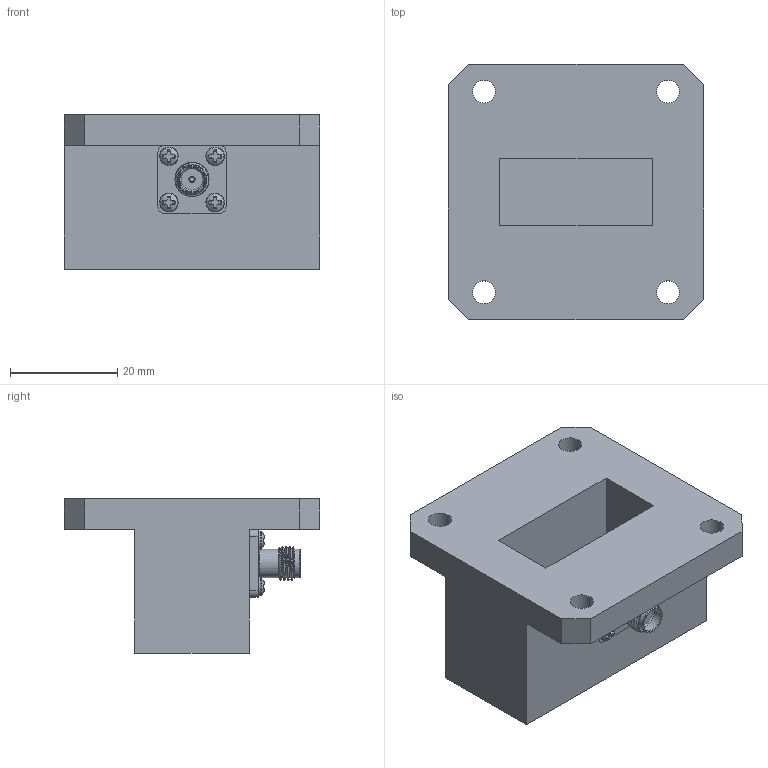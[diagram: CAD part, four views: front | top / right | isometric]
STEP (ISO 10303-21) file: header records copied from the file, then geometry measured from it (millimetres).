
FILE_DESCRIPTION (( 'STEP AP203' ), '1' );
FILE_NAME ('PE9884.step', '2020-02-05T16:31:31', ( '' ), ( '' ), 'SwSTEP 2.0', 'SolidWorks 2018', '' );
FILE_SCHEMA (( 'CONFIG_CONTROL_DESIGN' ));
Length unit declared in the file: inch
Products named in the file (1): PE9884
Bounding box: 47.62 x 47.62 x 28.83 mm (x, y, z)
Volume: 26676.5 mm3; surface area: 11601.7 mm2
Topology: 1 solids, 5 shells, 179 faces, 460 edges, 307 vertices
Faces by surface type: plane 106, cylinder 27, bspline 23, cone 22, torus 1
Full cylindrical faces by diameter (mm): 0.914 x1, 1.016 x1, 1.168 x1, 2.578 x4, 3.454 x4, 4.293 x4, 4.521 x1, 5.334 x2
Entity records: 11660 total; most frequent: CARTESIAN_POINT 7699, ORIENTED_EDGE 846, DIRECTION 668, EDGE_CURVE 423, VERTEX_POINT 297, AXIS2_PLACEMENT_3D 246, EDGE_LOOP 238, FACE_OUTER_BOUND 202
